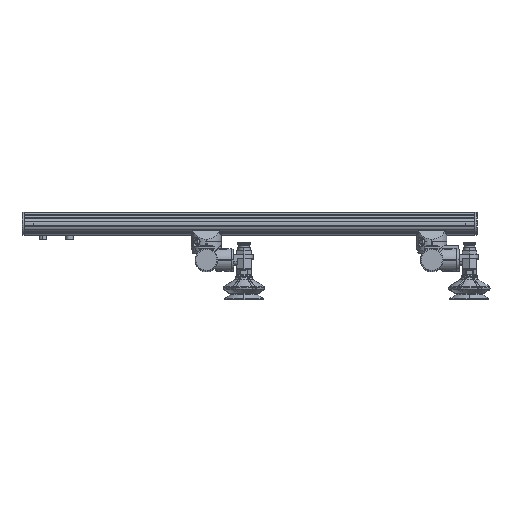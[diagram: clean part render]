
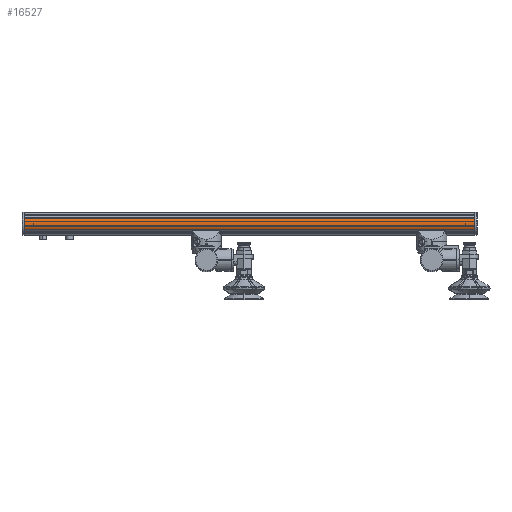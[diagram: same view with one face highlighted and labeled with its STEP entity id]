
A CAD part, top view. The second image highlights one B-rep face of the part: STEP entity #16527.
In plain terms, the highlighted cylindrical face has radius 15 mm (diameter 30 mm), a partial arc.
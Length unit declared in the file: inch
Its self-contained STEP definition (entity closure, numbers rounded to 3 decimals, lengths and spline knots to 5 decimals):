
#67 = CARTESIAN_POINT ( 'NONE',  ( 11.81102, -0.00018, 0. ) ) ;
#315 = CIRCLE ( 'NONE', #16524, 0.59055 ) ;
#1563 = CARTESIAN_POINT ( 'NONE',  ( 11.81102, -0.30548, 0.50551 ) ) ;
#2137 = EDGE_LOOP ( 'NONE', ( #29289, #20097, #4989, #10719 ) ) ;
#2142 = VECTOR ( 'NONE', #11080, 39.37008 ) ;
#4989 = ORIENTED_EDGE ( 'NONE', *, *, #14090, .F. ) ;
#5376 = CARTESIAN_POINT ( 'NONE',  ( -11.81102, 0.30512, 0.50551 ) ) ;
#8911 = CARTESIAN_POINT ( 'NONE',  ( 11.81102, 0.30512, 0.50551 ) ) ;
#9300 = DIRECTION ( 'NONE',  ( 1., 0., 0. ) ) ;
#10618 = AXIS2_PLACEMENT_3D ( 'NONE', #18646, #9300, #21441 ) ;
#10719 = ORIENTED_EDGE ( 'NONE', *, *, #26080, .T. ) ;
#10749 = VERTEX_POINT ( 'NONE', #19603 ) ;
#11080 = DIRECTION ( 'NONE',  ( 1., 0., 0. ) ) ;
#11902 = CIRCLE ( 'NONE', #10618, 0.59055 ) ;
#11995 = DIRECTION ( 'NONE',  ( 1., 0., 0. ) ) ;
#12141 = VERTEX_POINT ( 'NONE', #8911 ) ;
#12597 = CYLINDRICAL_SURFACE ( 'NONE', #35090, 0.59055 ) ;
#14090 = EDGE_CURVE ( 'NONE', #12141, #22434, #315, .T. ) ;
#16092 = DIRECTION ( 'NONE',  ( 1., 0., 0. ) ) ;
#16524 = AXIS2_PLACEMENT_3D ( 'NONE', #67, #16092, #28153 ) ;
#16527 = ADVANCED_FACE ( 'NONE', ( #37084 ), #12597, .T. ) ;
#17168 = EDGE_CURVE ( 'NONE', #10749, #22434, #20181, .T. ) ;
#17749 = DIRECTION ( 'NONE',  ( -1., 0., 0. ) ) ;
#18646 = CARTESIAN_POINT ( 'NONE',  ( -11.81102, -0.00018, 0. ) ) ;
#19267 = EDGE_CURVE ( 'NONE', #23021, #10749, #11902, .T. ) ;
#19603 = CARTESIAN_POINT ( 'NONE',  ( -11.81102, -0.30548, 0.50551 ) ) ;
#20097 = ORIENTED_EDGE ( 'NONE', *, *, #17168, .T. ) ;
#20181 = LINE ( 'NONE', #38816, #2142 ) ;
#21154 = CARTESIAN_POINT ( 'NONE',  ( -11.81102, 0.30512, 0.50551 ) ) ;
#21441 = DIRECTION ( 'NONE',  ( 0., 0., -1. ) ) ;
#22434 = VERTEX_POINT ( 'NONE', #1563 ) ;
#23021 = VERTEX_POINT ( 'NONE', #21154 ) ;
#26080 = EDGE_CURVE ( 'NONE', #12141, #23021, #33088, .T. ) ;
#27735 = CARTESIAN_POINT ( 'NONE',  ( -11.81102, -0.00018, 0. ) ) ;
#28153 = DIRECTION ( 'NONE',  ( 0., 0., -1. ) ) ;
#29289 = ORIENTED_EDGE ( 'NONE', *, *, #19267, .T. ) ;
#31528 = VECTOR ( 'NONE', #17749, 39.37008 ) ;
#33088 = LINE ( 'NONE', #5376, #31528 ) ;
#33821 = DIRECTION ( 'NONE',  ( 0., 0., -1. ) ) ;
#35090 = AXIS2_PLACEMENT_3D ( 'NONE', #27735, #11995, #33821 ) ;
#37084 = FACE_OUTER_BOUND ( 'NONE', #2137, .T. ) ;
#38816 = CARTESIAN_POINT ( 'NONE',  ( -11.81102, -0.30548, 0.50551 ) ) ;
